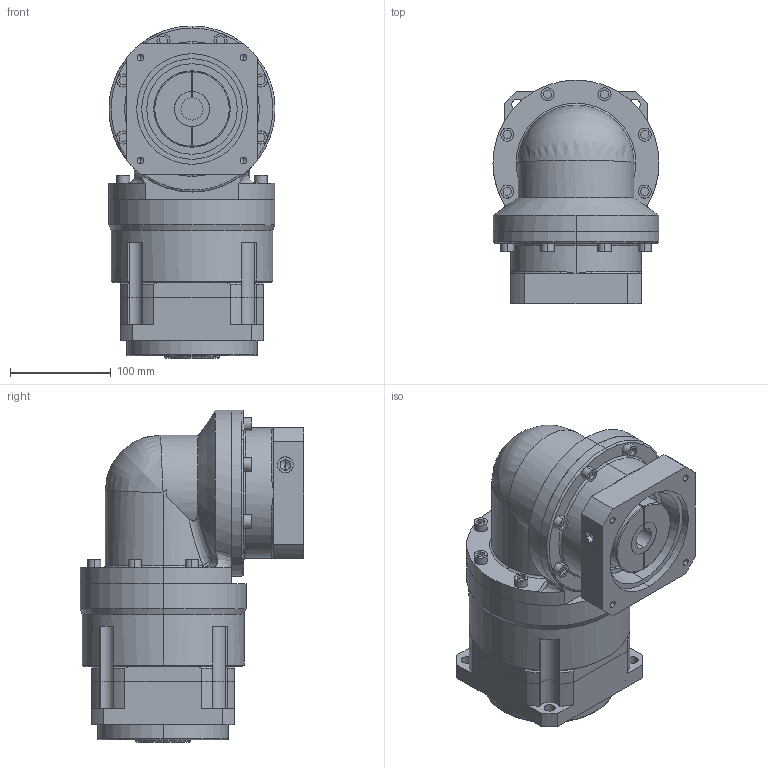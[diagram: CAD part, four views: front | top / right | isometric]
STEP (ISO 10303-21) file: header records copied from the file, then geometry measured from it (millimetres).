
FILE_DESCRIPTION (( 'STEP AP214' ), '1' );
FILE_NAME ('VGZK142双级模型（22-55 110-5 4-9-145） 轴套.STEP', '2019-02-18T08:59:51', ( 'Windows' ), ( 'Microsoft' ), 'SwSTEP 2.0', 'SolidWorks 2016', '' );
FILE_SCHEMA (( 'AUTOMOTIVE_DESIGN' ));
Length unit declared in the file: millimetre
Products named in the file (3): VGZK142双级模型（22-55 110-5 4-9-145） 轴套; VGK142邧撰怀堤窒煦; VGZE160转角部分（22-55 110-5 4-9-145） 轴套
Assembly tree (2 placements, depth 2):
  VGZK142双级模型（22-55 110-5 4-9-145） 轴套
    VGK142邧撰怀堤窒煦
    VGZE160转角部分（22-55 110-5 4-9-145） 轴套
Bounding box: 165 x 222.5 x 330 mm (x, y, z)
Volume: 5820806.1 mm3; surface area: 413593.2 mm2
Topology: 5 solids, 5 shells, 532 faces, 1319 edges, 841 vertices
Faces by surface type: plane 271, cylinder 197, cone 28, bspline 19, torus 17
Entity records: 18059 total; most frequent: CARTESIAN_POINT 4182, DIRECTION 2747, ORIENTED_EDGE 2590, EDGE_CURVE 1295, AXIS2_PLACEMENT_3D 1006, VERTEX_POINT 841, LINE 735, VECTOR 735
